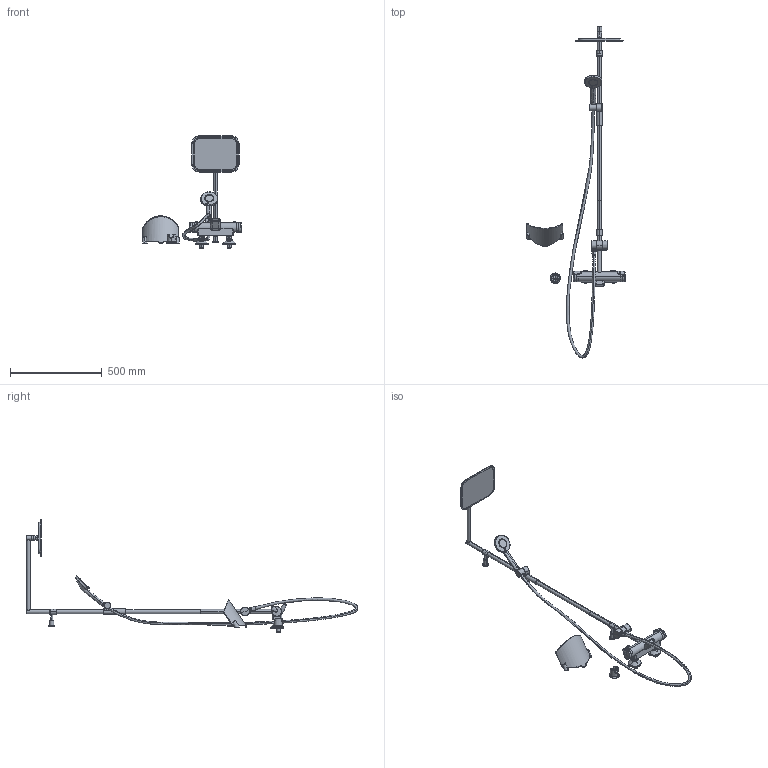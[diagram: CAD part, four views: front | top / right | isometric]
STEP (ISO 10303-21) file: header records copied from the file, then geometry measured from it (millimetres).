
FILE_DESCRIPTION (( 'STEP AP203' ), '1' );
FILE_NAME ('7193U(2013)+65162101.STEP', '2017-05-26T07:58:52', ( '' ), ( '' ), 'SwSTEP 2.0', 'SolidWorks 2016', '' );
FILE_SCHEMA (( 'CONFIG_CONTROL_DESIGN' ));
Products named in the file (1): 7193U(2013)+65162101
Bounding box: 537.52 x 1804.44 x 610.33 mm (x, y, z)
Surface area: 669095.4 mm2 (no closed solid volume)
Topology: 0 solids, 41 shells, 1133 faces, 2612 edges, 1576 vertices
Faces by surface type: bspline 337, cylinder 266, plane 223, torus 156, cone 127, sphere 24
Entity records: 70937 total; most frequent: CARTESIAN_POINT 48072, ORIENTED_EDGE 5119, DIRECTION 4231, EDGE_CURVE 2584, AXIS2_PLACEMENT_3D 1824, VERTEX_POINT 1560, EDGE_LOOP 1181, ADVANCED_FACE 1133
